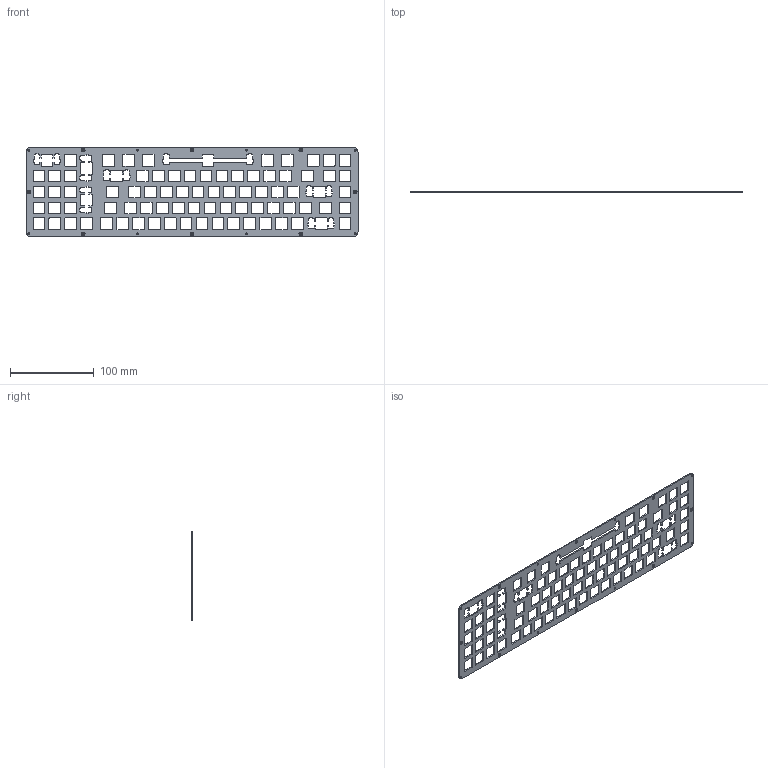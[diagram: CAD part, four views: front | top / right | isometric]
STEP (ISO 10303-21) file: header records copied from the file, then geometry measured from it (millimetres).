
FILE_DESCRIPTION (( 'STEP AP203' ), '1' );
FILE_NAME ('center plate long.STEP', '2020-02-13T07:26:38', ( '' ), ( '' ), 'SwSTEP 2.0', 'SolidWorks 2017', '' );
FILE_SCHEMA (( 'CONFIG_CONTROL_DESIGN' ));
Length unit declared in the file: millimetre
Products named in the file (1): center plate long
Bounding box: 397 x 1.5 x 107 mm (x, y, z)
Volume: 36294 mm3; surface area: 58049.5 mm2
Topology: 1 solids, 1 shells, 1066 faces, 3176 edges, 2112 vertices
Faces by surface type: plane 566, cylinder 484, cone 16
Entity records: 36453 total; most frequent: CARTESIAN_POINT 6355, ORIENTED_EDGE 6352, DIRECTION 6294, EDGE_CURVE 3176, VECTOR 2192, LINE 2192, VERTEX_POINT 2112, AXIS2_PLACEMENT_3D 2051
